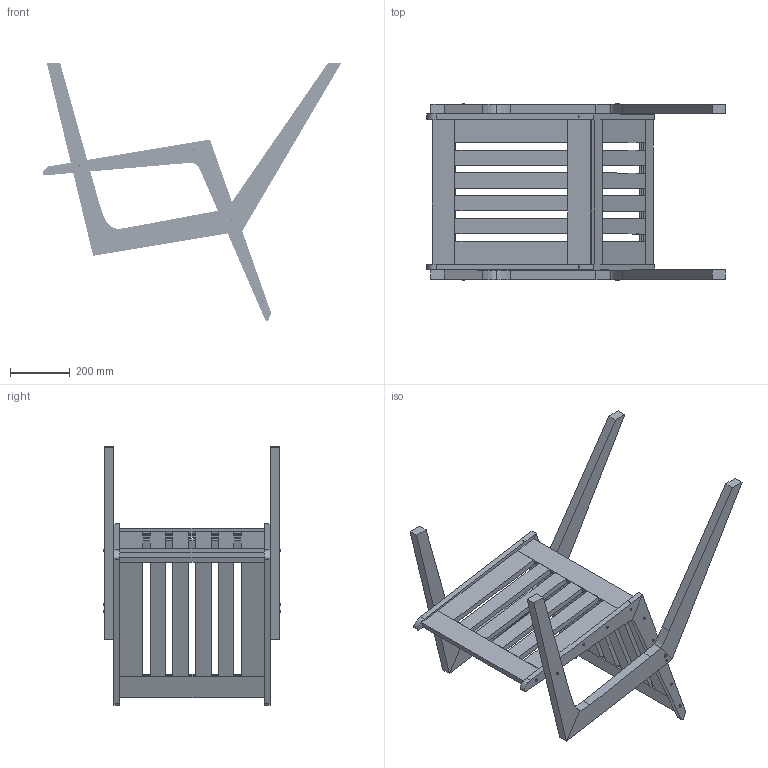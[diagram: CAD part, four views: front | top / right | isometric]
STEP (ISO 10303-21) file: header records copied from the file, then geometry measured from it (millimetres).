
FILE_DESCRIPTION(/* description */ (''),/* implementation_level */ '2;1');
FILE_NAME(/* name */ '83d97668-c752-49b4-82cf-d3526f68bfb1.stp',/* time_stamp */ '2018-06-27T02:57:28-04:00',/* author */ ('jonathan.lee48'),/* organization */ (''),/* preprocessor_version */ 'ST-DEVELOPER v17',/* originating_system */ 'Autodesk Translation Framework v7.1.0.215',/* authorisation */ '');
FILE_SCHEMA (('AUTOMOTIVE_DESIGN { 1 0 10303 214 3 1 1 }'));
Products named in the file (42): Leg Assembly; Seat "L" Bracket; Back "L" Bracket; B2; B1; BH 2; B6; B5; BH 1; B3; S2; S5; SH2; S1; S3; S6; S4; SH1; #55031; Seat "L" Bracket(Mirror); Back "L" Bracket(Mirror); #55034; Dowel 1; Dowel 2; Dowel 3; Dowel 4; Front Leg; Armrest; Back Leg; Dowel 5; Dowel 6; Dowel 5(Mirror); Dowel 6(Mirror); 90065A205; Dowel 1(Mirror); Dowel 2(Mirror); Dowel 3(Mirror); Dowel 4(Mirror); Front Leg(Mirror); Armrest(Mirror) ...
Assembly tree (64 placements, depth 2):
  Leg Assembly
    Seat "L" Bracket
    Back "L" Bracket
    B2
    B1
    BH 2
    B3  x2
    B6
    B5
    BH 1
    S2
    S5
    SH2
    S1
    S3
    S6
    S4
    SH1
    #55031  x10
    Seat "L" Bracket(Mirror)
    Back "L" Bracket(Mirror)
    #55034  x10
    Dowel 1
    Dowel 2
    Dowel 3
    Dowel 4
    Front Leg
    Armrest
    Back Leg
    Dowel 5
    Dowel 6
    Dowel 5(Mirror)
    Dowel 6(Mirror)
    90065A205  x3
    Dowel 1(Mirror)
    Dowel 2(Mirror)
    Dowel 3(Mirror)
    Dowel 4(Mirror)
    Front Leg(Mirror)
    Armrest(Mirror)
    Back Leg(Mirror)
    90065A205(Mirror)  x3
Bounding box: 996.62 x 589.28 x 862.11 mm (x, y, z)
Volume: 16929492.3 mm3; surface area: 2288308.5 mm2
Topology: 64 solids, 64 shells, 3746 faces, 10246 edges, 6678 vertices
Faces by surface type: bspline 1346, cylinder 1334, plane 832, cone 182, torus 52
Full cylindrical faces by diameter (mm): 2.626 x600, 3.175 x20, 4.166 x574, 9.525 x36
Entity records: 54796 total; most frequent: CARTESIAN_POINT 33359, ORIENTED_EDGE 4740, DIRECTION 3262, EDGE_CURVE 2370, VERTEX_POINT 1554, LINE 1284, VECTOR 1284, EDGE_LOOP 994
